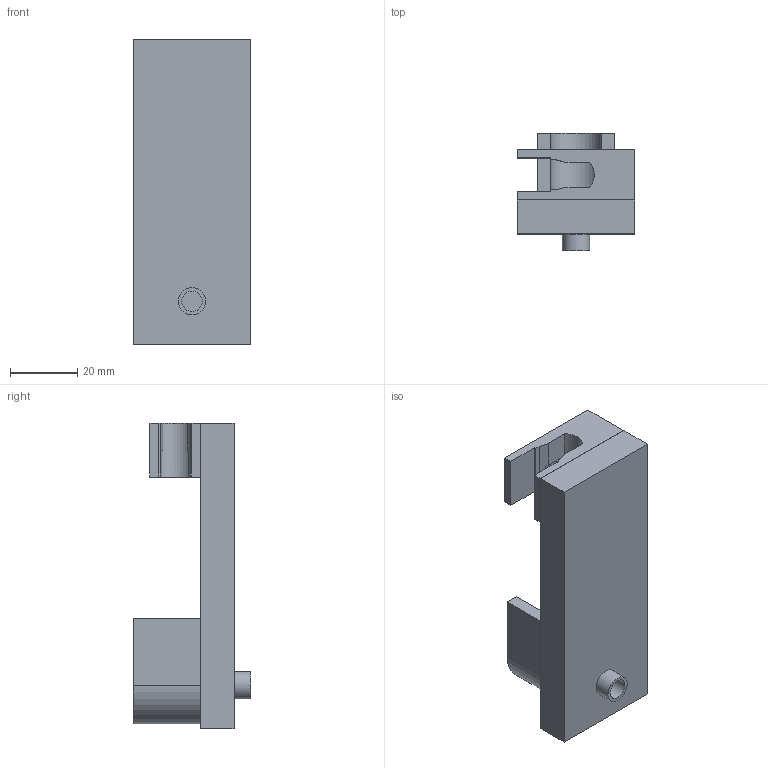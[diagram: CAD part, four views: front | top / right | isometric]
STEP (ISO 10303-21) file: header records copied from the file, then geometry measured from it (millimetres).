
FILE_DESCRIPTION(/* description */ (''),/* implementation_level */ '2;1');
FILE_NAME(/* name */ 'Rotatable Base(opposite).step',/* time_stamp */ '2023-07-30T19:11:14+08:00',/* author */ (''),/* organization */ (''),/* preprocessor_version */ 'ST-DEVELOPER v19.2',/* originating_system */ 'Autodesk Translation Framework v11.17.0.187',/* authorisation */ '');
FILE_SCHEMA (('AUTOMOTIVE_DESIGN { 1 0 10303 214 3 1 1 }'));
Length unit declared in the file: millimetre
Products named in the file (2): Rotatable Base(opposite); Jet Base
Assembly tree (1 placements, depth 2):
  Rotatable Base(opposite)
    Jet Base
Bounding box: 35 x 35 x 91 mm (x, y, z)
Volume: 42479.6 mm3; surface area: 15111 mm2
Topology: 2 solids, 2 shells, 39 faces, 96 edges, 64 vertices
Faces by surface type: plane 34, cylinder 5
Full cylindrical faces by diameter (mm): 6.1 x1, 8.1 x1
Entity records: 1196 total; most frequent: CARTESIAN_POINT 202, ORIENTED_EDGE 192, DIRECTION 192, EDGE_CURVE 96, LINE 84, VECTOR 84, VERTEX_POINT 64, AXIS2_PLACEMENT_3D 54
